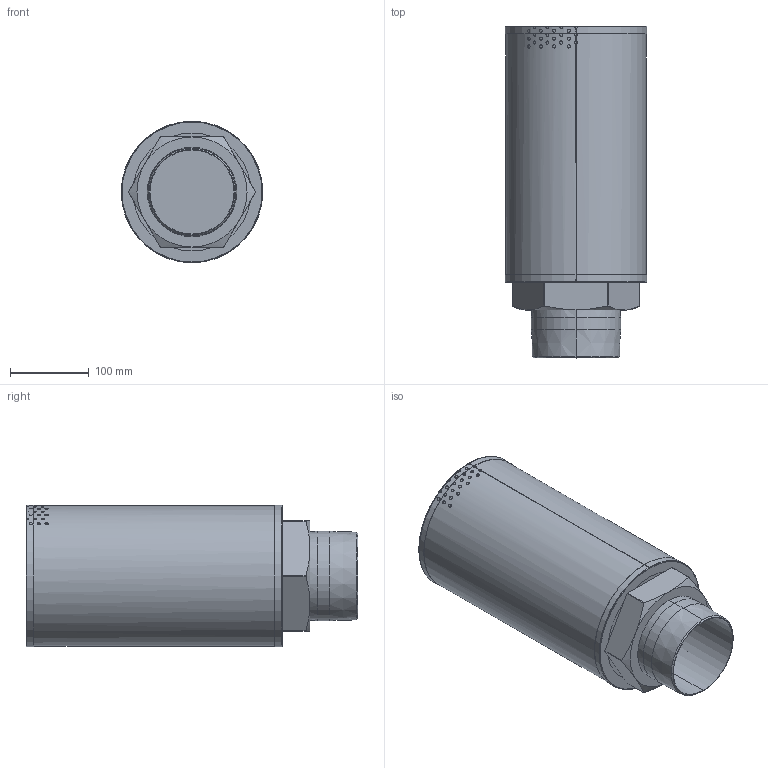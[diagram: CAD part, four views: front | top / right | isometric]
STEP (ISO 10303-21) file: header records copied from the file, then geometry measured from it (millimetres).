
FILE_DESCRIPTION((''),'2;1');
FILE_NAME('401-00176_ASM','2017-03-17T',('DELL'),('vacuvane vacuum technology gmbh'),'CREO PARAMETRIC BY PTC INC, 2014190','CREO PARAMETRIC BY PTC INC, 2014190','');
FILE_SCHEMA(('CONFIG_CONTROL_DESIGN'));
Length unit declared in the file: millimetre
Products named in the file (7): 000-00258; 401-00176-900; 401-00176-904; 401-00176-903; 401-00176-902; 401-00176-901; 401-00176_ASM
Assembly tree (6 placements, depth 2):
  401-00176_ASM
    000-00258
    401-00176-900
    401-00176-904
    401-00176-903
    401-00176-902
    401-00176-901
Bounding box: 180 x 422 x 180 mm (x, y, z)
Volume: 2805307.3 mm3; surface area: 922996.2 mm2
Topology: 6 solids, 6 shells, 142 faces, 354 edges, 224 vertices
Faces by surface type: cylinder 76, plane 26, cone 20, torus 20
Entity records: 5262 total; most frequent: CARTESIAN_POINT 1739, ORIENTED_EDGE 708, DIRECTION 676, EDGE_CURVE 354, AXIS2_PLACEMENT_3D 283, VERTEX_POINT 224, EDGE_LOOP 192, FACE_OUTER_BOUND 142
